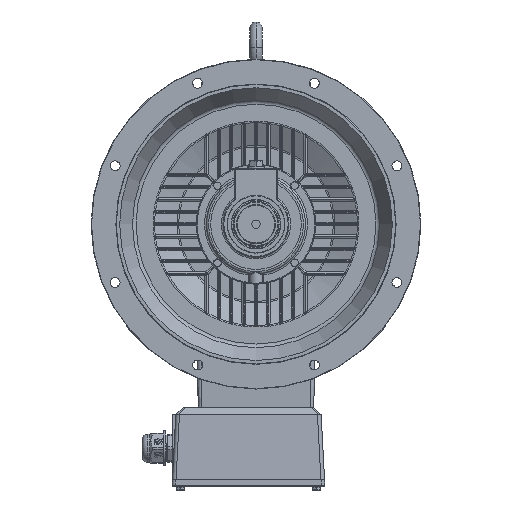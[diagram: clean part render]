
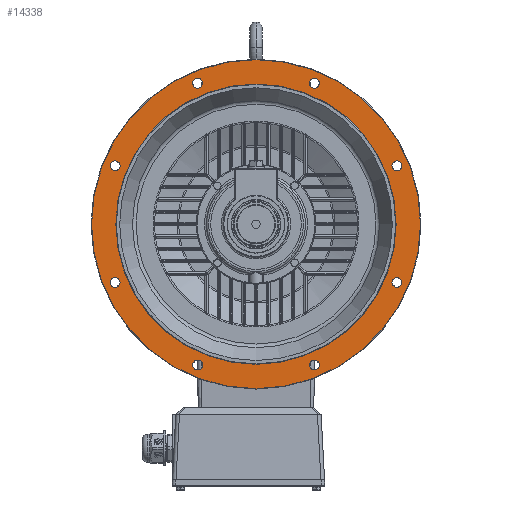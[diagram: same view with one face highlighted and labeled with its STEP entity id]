
A CAD part, left-side view. The second image highlights one B-rep face of the part: STEP entity #14338.
In plain terms, the highlighted planar face has unit normal (-1, 0, 0).
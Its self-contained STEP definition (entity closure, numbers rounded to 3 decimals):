
#6835=PLANE('',#109593);
#8796=FACE_BOUND('',#27015,.T.);
#8797=FACE_BOUND('',#27016,.T.);
#8798=FACE_BOUND('',#27017,.T.);
#8799=FACE_BOUND('',#27018,.T.);
#8800=FACE_BOUND('',#27019,.T.);
#8801=FACE_BOUND('',#27020,.T.);
#8802=FACE_BOUND('',#27021,.T.);
#8803=FACE_BOUND('',#27022,.T.);
#8804=FACE_BOUND('',#27023,.T.);
#8805=FACE_BOUND('',#27024,.T.);
#14338=ADVANCED_FACE('',(#8796,#8797,#8798,#8799,#8800,#8801,#8802,#8803,
#8804,#8805),#6835,.T.);
#27015=EDGE_LOOP('',(#71746));
#27016=EDGE_LOOP('',(#71747,#71748));
#27017=EDGE_LOOP('',(#71749,#71750));
#27018=EDGE_LOOP('',(#71751,#71752));
#27019=EDGE_LOOP('',(#71753,#71754));
#27020=EDGE_LOOP('',(#71755,#71756));
#27021=EDGE_LOOP('',(#71757,#71758));
#27022=EDGE_LOOP('',(#71759,#71760));
#27023=EDGE_LOOP('',(#71761,#71762));
#27024=EDGE_LOOP('',(#71763));
#71746=ORIENTED_EDGE('',*,*,#98575,.T.);
#71747=ORIENTED_EDGE('',*,*,#98576,.F.);
#71748=ORIENTED_EDGE('',*,*,#98577,.F.);
#71749=ORIENTED_EDGE('',*,*,#98578,.F.);
#71750=ORIENTED_EDGE('',*,*,#98579,.F.);
#71751=ORIENTED_EDGE('',*,*,#98580,.F.);
#71752=ORIENTED_EDGE('',*,*,#98581,.F.);
#71753=ORIENTED_EDGE('',*,*,#98582,.F.);
#71754=ORIENTED_EDGE('',*,*,#98583,.F.);
#71755=ORIENTED_EDGE('',*,*,#98584,.F.);
#71756=ORIENTED_EDGE('',*,*,#98585,.F.);
#71757=ORIENTED_EDGE('',*,*,#98586,.F.);
#71758=ORIENTED_EDGE('',*,*,#98587,.F.);
#71759=ORIENTED_EDGE('',*,*,#98588,.F.);
#71760=ORIENTED_EDGE('',*,*,#98589,.F.);
#71761=ORIENTED_EDGE('',*,*,#98590,.F.);
#71762=ORIENTED_EDGE('',*,*,#98591,.F.);
#71763=ORIENTED_EDGE('',*,*,#98592,.T.);
#84835=VERTEX_POINT('',#170562);
#84836=VERTEX_POINT('',#170564);
#84837=VERTEX_POINT('',#170565);
#84838=VERTEX_POINT('',#170568);
#84839=VERTEX_POINT('',#170569);
#84840=VERTEX_POINT('',#170572);
#84841=VERTEX_POINT('',#170573);
#84842=VERTEX_POINT('',#170576);
#84843=VERTEX_POINT('',#170577);
#84844=VERTEX_POINT('',#170580);
#84845=VERTEX_POINT('',#170581);
#84846=VERTEX_POINT('',#170584);
#84847=VERTEX_POINT('',#170585);
#84848=VERTEX_POINT('',#170588);
#84849=VERTEX_POINT('',#170589);
#84850=VERTEX_POINT('',#170592);
#84851=VERTEX_POINT('',#170593);
#84852=VERTEX_POINT('',#170596);
#98575=EDGE_CURVE('',#84835,#84835,#102819,.T.);
#98576=EDGE_CURVE('',#84836,#84837,#102820,.T.);
#98577=EDGE_CURVE('',#84837,#84836,#102821,.T.);
#98578=EDGE_CURVE('',#84838,#84839,#102822,.T.);
#98579=EDGE_CURVE('',#84839,#84838,#102823,.T.);
#98580=EDGE_CURVE('',#84840,#84841,#102824,.T.);
#98581=EDGE_CURVE('',#84841,#84840,#102825,.T.);
#98582=EDGE_CURVE('',#84842,#84843,#102826,.T.);
#98583=EDGE_CURVE('',#84843,#84842,#102827,.T.);
#98584=EDGE_CURVE('',#84844,#84845,#102828,.T.);
#98585=EDGE_CURVE('',#84845,#84844,#102829,.T.);
#98586=EDGE_CURVE('',#84846,#84847,#102830,.T.);
#98587=EDGE_CURVE('',#84847,#84846,#102831,.T.);
#98588=EDGE_CURVE('',#84848,#84849,#102832,.T.);
#98589=EDGE_CURVE('',#84849,#84848,#102833,.T.);
#98590=EDGE_CURVE('',#84850,#84851,#102834,.T.);
#98591=EDGE_CURVE('',#84851,#84850,#102835,.T.);
#98592=EDGE_CURVE('',#84852,#84852,#102836,.T.);
#102819=CIRCLE('',#109575,399.121);
#102820=CIRCLE('',#109576,12.);
#102821=CIRCLE('',#109577,12.);
#102822=CIRCLE('',#109578,12.);
#102823=CIRCLE('',#109579,12.);
#102824=CIRCLE('',#109580,12.);
#102825=CIRCLE('',#109581,12.);
#102826=CIRCLE('',#109582,12.);
#102827=CIRCLE('',#109583,12.);
#102828=CIRCLE('',#109584,12.);
#102829=CIRCLE('',#109585,12.);
#102830=CIRCLE('',#109586,12.);
#102831=CIRCLE('',#109587,12.);
#102832=CIRCLE('',#109588,12.);
#102833=CIRCLE('',#109589,12.);
#102834=CIRCLE('',#109590,12.);
#102835=CIRCLE('',#109591,12.);
#102836=CIRCLE('',#109592,340.);
#109575=AXIS2_PLACEMENT_3D('',#170561,#132161,#132162);
#109576=AXIS2_PLACEMENT_3D('',#170563,#132163,#132164);
#109577=AXIS2_PLACEMENT_3D('',#170566,#132165,#132166);
#109578=AXIS2_PLACEMENT_3D('',#170567,#132167,#132168);
#109579=AXIS2_PLACEMENT_3D('',#170570,#132169,#132170);
#109580=AXIS2_PLACEMENT_3D('',#170571,#132171,#132172);
#109581=AXIS2_PLACEMENT_3D('',#170574,#132173,#132174);
#109582=AXIS2_PLACEMENT_3D('',#170575,#132175,#132176);
#109583=AXIS2_PLACEMENT_3D('',#170578,#132177,#132178);
#109584=AXIS2_PLACEMENT_3D('',#170579,#132179,#132180);
#109585=AXIS2_PLACEMENT_3D('',#170582,#132181,#132182);
#109586=AXIS2_PLACEMENT_3D('',#170583,#132183,#132184);
#109587=AXIS2_PLACEMENT_3D('',#170586,#132185,#132186);
#109588=AXIS2_PLACEMENT_3D('',#170587,#132187,#132188);
#109589=AXIS2_PLACEMENT_3D('',#170590,#132189,#132190);
#109590=AXIS2_PLACEMENT_3D('',#170591,#132191,#132192);
#109591=AXIS2_PLACEMENT_3D('',#170594,#132193,#132194);
#109592=AXIS2_PLACEMENT_3D('',#170595,#132195,#132196);
#109593=AXIS2_PLACEMENT_3D('',#170597,#132197,#132198);
#132161=DIRECTION('',(-1.,0.,0.));
#132162=DIRECTION('',(0.,0.,1.));
#132163=DIRECTION('',(-1.,0.,0.));
#132164=DIRECTION('',(0.,0.,1.));
#132165=DIRECTION('',(-1.,0.,0.));
#132166=DIRECTION('',(0.,0.,1.));
#132167=DIRECTION('',(-1.,0.,0.));
#132168=DIRECTION('',(0.,0.,1.));
#132169=DIRECTION('',(-1.,0.,0.));
#132170=DIRECTION('',(0.,0.,1.));
#132171=DIRECTION('',(-1.,0.,0.));
#132172=DIRECTION('',(0.,0.,1.));
#132173=DIRECTION('',(-1.,0.,0.));
#132174=DIRECTION('',(0.,0.,1.));
#132175=DIRECTION('',(-1.,0.,0.));
#132176=DIRECTION('',(0.,0.,1.));
#132177=DIRECTION('',(-1.,0.,0.));
#132178=DIRECTION('',(0.,0.,1.));
#132179=DIRECTION('',(-1.,0.,0.));
#132180=DIRECTION('',(0.,0.,1.));
#132181=DIRECTION('',(-1.,0.,0.));
#132182=DIRECTION('',(0.,0.,1.));
#132183=DIRECTION('',(-1.,0.,0.));
#132184=DIRECTION('',(0.,0.,1.));
#132185=DIRECTION('',(-1.,0.,0.));
#132186=DIRECTION('',(0.,0.,1.));
#132187=DIRECTION('',(-1.,0.,0.));
#132188=DIRECTION('',(0.,0.,1.));
#132189=DIRECTION('',(-1.,0.,0.));
#132190=DIRECTION('',(0.,0.,1.));
#132191=DIRECTION('',(-1.,0.,0.));
#132192=DIRECTION('',(0.,0.,1.));
#132193=DIRECTION('',(-1.,0.,0.));
#132194=DIRECTION('',(0.,0.,1.));
#132195=DIRECTION('',(1.,0.,0.));
#132196=DIRECTION('',(0.,0.,1.));
#132197=DIRECTION('',(-1.,0.,0.));
#132198=DIRECTION('',(0.,0.,1.));
#170561=CARTESIAN_POINT('',(-596.,0.,0.));
#170562=CARTESIAN_POINT('',(-596.,0.,399.121));
#170563=CARTESIAN_POINT('',(-596.,341.835,141.593));
#170564=CARTESIAN_POINT('',(-596.,350.321,133.108));
#170565=CARTESIAN_POINT('',(-596.,333.35,150.078));
#170566=CARTESIAN_POINT('',(-596.,341.835,141.593));
#170567=CARTESIAN_POINT('',(-596.,141.593,341.835));
#170568=CARTESIAN_POINT('',(-596.,153.593,341.835));
#170569=CARTESIAN_POINT('',(-596.,129.593,341.835));
#170570=CARTESIAN_POINT('',(-596.,141.593,341.835));
#170571=CARTESIAN_POINT('',(-596.,-141.593,341.835));
#170572=CARTESIAN_POINT('',(-596.,-133.108,350.321));
#170573=CARTESIAN_POINT('',(-596.,-150.078,333.35));
#170574=CARTESIAN_POINT('',(-596.,-141.593,341.835));
#170575=CARTESIAN_POINT('',(-596.,-341.835,141.593));
#170576=CARTESIAN_POINT('',(-596.,-341.835,153.593));
#170577=CARTESIAN_POINT('',(-596.,-341.835,129.593));
#170578=CARTESIAN_POINT('',(-596.,-341.835,141.593));
#170579=CARTESIAN_POINT('',(-596.,-341.835,-141.593));
#170580=CARTESIAN_POINT('',(-596.,-350.321,-133.108));
#170581=CARTESIAN_POINT('',(-596.,-333.35,-150.078));
#170582=CARTESIAN_POINT('',(-596.,-341.835,-141.593));
#170583=CARTESIAN_POINT('',(-596.,-141.593,-341.835));
#170584=CARTESIAN_POINT('',(-596.,-153.593,-341.835));
#170585=CARTESIAN_POINT('',(-596.,-129.593,-341.835));
#170586=CARTESIAN_POINT('',(-596.,-141.593,-341.835));
#170587=CARTESIAN_POINT('',(-596.,141.593,-341.835));
#170588=CARTESIAN_POINT('',(-596.,133.108,-350.321));
#170589=CARTESIAN_POINT('',(-596.,150.078,-333.35));
#170590=CARTESIAN_POINT('',(-596.,141.593,-341.835));
#170591=CARTESIAN_POINT('',(-596.,341.835,-141.593));
#170592=CARTESIAN_POINT('',(-596.,341.835,-153.593));
#170593=CARTESIAN_POINT('',(-596.,341.835,-129.593));
#170594=CARTESIAN_POINT('',(-596.,341.835,-141.593));
#170595=CARTESIAN_POINT('',(-596.,0.,0.));
#170596=CARTESIAN_POINT('',(-596.,0.,340.));
#170597=CARTESIAN_POINT('',(-596.,0.,0.));
